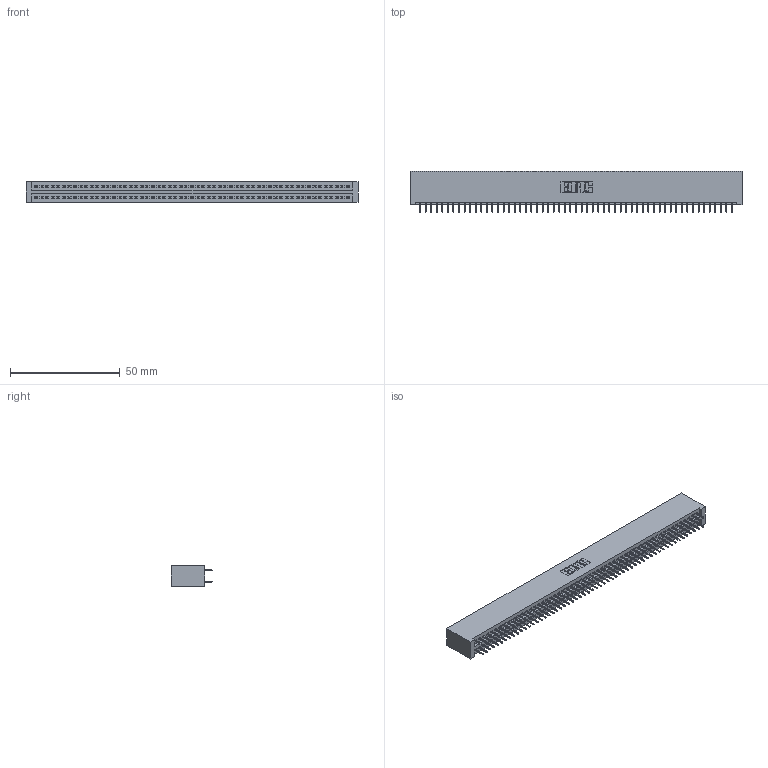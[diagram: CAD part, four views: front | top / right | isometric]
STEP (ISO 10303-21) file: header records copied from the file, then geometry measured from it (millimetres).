
FILE_DESCRIPTION (( 'STEP AP203' ), '1' );
FILE_NAME ('345-114-525-201.STEP', '2020-09-21T22:15:51', ( '' ), ( '' ), 'SwSTEP 2.0', 'SolidWorks 2020', '' );
FILE_SCHEMA (( 'CONFIG_CONTROL_DESIGN' ));
Length unit declared in the file: inch
Products named in the file (3): 345 Part_No Mounting Lugs; 345-114-525-201; 345-292-001_345-293-125
Assembly tree (115 placements, depth 2):
  345-114-525-201
    345 Part_No Mounting Lugs
    345-292-001_345-293-125  x114
Bounding box: 151.38 x 18.72 x 9.4 mm (x, y, z)
Volume: 15273.1 mm3; surface area: 22604.5 mm2
Topology: 115 solids, 115 shells, 6274 faces, 17759 edges, 11382 vertices
Faces by surface type: plane 4522, cylinder 1752
Entity records: 42501 total; most frequent: CARTESIAN_POINT 7108, ORIENTED_EDGE 7042, DIRECTION 6245, EDGE_CURVE 3521, VECTOR 3173, LINE 3173, VERTEX_POINT 2342, AXIS2_PLACEMENT_3D 1536
